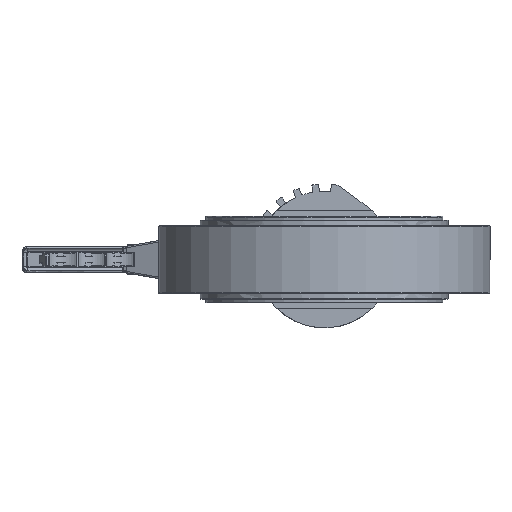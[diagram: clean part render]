
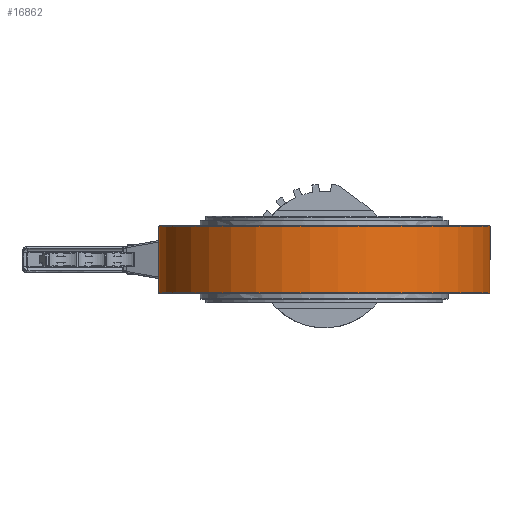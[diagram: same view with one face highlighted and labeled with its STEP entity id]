
A CAD part, front view. The second image highlights one B-rep face of the part: STEP entity #16862.
In plain terms, the highlighted cylindrical face has radius 170 mm (diameter 340 mm), a partial arc.
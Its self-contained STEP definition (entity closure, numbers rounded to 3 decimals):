
#1763=LINE('',#27503,#2973);
#1765=LINE('',#27506,#2975);
#2973=VECTOR('',#21246,10.);
#2975=VECTOR('',#21250,10.);
#3881=CYLINDRICAL_SURFACE('',#18354,170.);
#4311=FACE_OUTER_BOUND('',#5295,.T.);
#5295=EDGE_LOOP('',(#12454,#12455,#12456,#12457));
#6276=CIRCLE('',#18086,170.);
#6303=CIRCLE('',#18136,170.);
#7180=VERTEX_POINT('',#26385);
#7181=VERTEX_POINT('',#26389);
#7239=VERTEX_POINT('',#26654);
#7240=VERTEX_POINT('',#26658);
#8940=EDGE_CURVE('',#7181,#7180,#6276,.T.);
#9025=EDGE_CURVE('',#7240,#7239,#6303,.T.);
#9279=EDGE_CURVE('',#7180,#7240,#1763,.T.);
#9281=EDGE_CURVE('',#7239,#7181,#1765,.T.);
#12454=ORIENTED_EDGE('',*,*,#8940,.F.);
#12455=ORIENTED_EDGE('',*,*,#9281,.F.);
#12456=ORIENTED_EDGE('',*,*,#9025,.F.);
#12457=ORIENTED_EDGE('',*,*,#9279,.F.);
#16862=ADVANCED_FACE('',(#4311),#3881,.T.);
#18086=AXIS2_PLACEMENT_3D('',#26391,#20547,#20548);
#18136=AXIS2_PLACEMENT_3D('',#26660,#20689,#20690);
#18354=AXIS2_PLACEMENT_3D('',#27505,#21248,#21249);
#20547=DIRECTION('center_axis',(0.,0.,1.));
#20548=DIRECTION('ref_axis',(0.,-1.,0.));
#20689=DIRECTION('center_axis',(0.,0.,-1.));
#20690=DIRECTION('ref_axis',(0.,-1.,0.));
#21246=DIRECTION('',(0.,0.,-1.));
#21248=DIRECTION('center_axis',(0.,0.,1.));
#21249=DIRECTION('ref_axis',(0.,-1.,0.));
#21250=DIRECTION('',(0.,0.,1.));
#26385=CARTESIAN_POINT('',(106.138,132.796,34.));
#26389=CARTESIAN_POINT('',(-106.138,132.796,34.));
#26391=CARTESIAN_POINT('Origin',(0.,0.,34.));
#26654=CARTESIAN_POINT('',(-106.138,132.796,-34.));
#26658=CARTESIAN_POINT('',(106.138,132.796,-34.));
#26660=CARTESIAN_POINT('Origin',(0.,0.,-34.));
#27503=CARTESIAN_POINT('',(106.138,132.796,0.));
#27505=CARTESIAN_POINT('Origin',(0.,0.,0.));
#27506=CARTESIAN_POINT('',(-106.138,132.796,0.));
